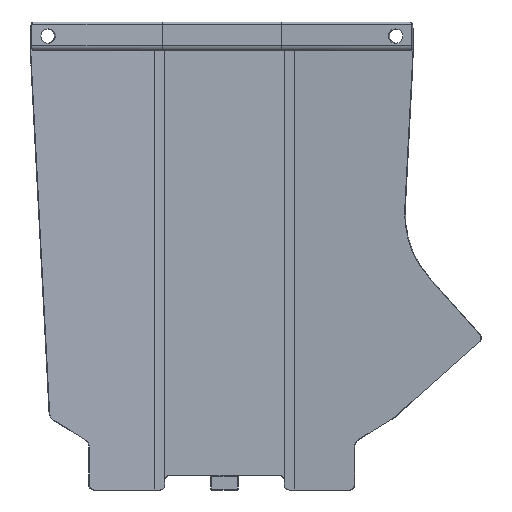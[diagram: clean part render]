
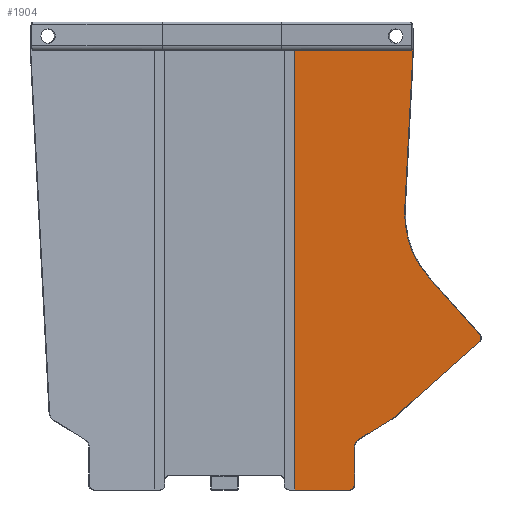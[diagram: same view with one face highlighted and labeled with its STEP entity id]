
A CAD part, front view. The second image highlights one B-rep face of the part: STEP entity #1904.
In plain terms, the highlighted planar face has unit normal (-0.087, -0.996, 0).
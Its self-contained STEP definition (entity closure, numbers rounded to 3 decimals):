
#127=ELLIPSE('',#2051,0.5,0.5);
#128=ELLIPSE('',#2052,3.003,3.);
#168=CIRCLE('',#2053,1.);
#169=CIRCLE('',#2054,2.);
#170=CIRCLE('',#2055,1.);
#171=CIRCLE('',#2056,20.);
#292=ORIENTED_EDGE('',*,*,#880,.T.);
#293=ORIENTED_EDGE('',*,*,#881,.T.);
#294=ORIENTED_EDGE('',*,*,#882,.T.);
#295=ORIENTED_EDGE('',*,*,#883,.T.);
#296=ORIENTED_EDGE('',*,*,#884,.T.);
#297=ORIENTED_EDGE('',*,*,#885,.T.);
#298=ORIENTED_EDGE('',*,*,#886,.T.);
#299=ORIENTED_EDGE('',*,*,#887,.F.);
#300=ORIENTED_EDGE('',*,*,#888,.T.);
#301=ORIENTED_EDGE('',*,*,#889,.F.);
#302=ORIENTED_EDGE('',*,*,#890,.F.);
#303=ORIENTED_EDGE('',*,*,#891,.F.);
#304=ORIENTED_EDGE('',*,*,#892,.F.);
#305=ORIENTED_EDGE('',*,*,#893,.T.);
#306=ORIENTED_EDGE('',*,*,#894,.T.);
#307=ORIENTED_EDGE('',*,*,#895,.T.);
#308=ORIENTED_EDGE('',*,*,#896,.T.);
#880=EDGE_CURVE('',#1173,#1174,#1338,.T.);
#881=EDGE_CURVE('',#1174,#1175,#1339,.T.);
#882=EDGE_CURVE('',#1175,#1176,#127,.T.);
#883=EDGE_CURVE('',#1176,#1177,#1340,.T.);
#884=EDGE_CURVE('',#1177,#1178,#128,.T.);
#885=EDGE_CURVE('',#1178,#1179,#1341,.T.);
#886=EDGE_CURVE('',#1179,#1180,#1342,.T.);
#887=EDGE_CURVE('',#1181,#1180,#1343,.T.);
#888=EDGE_CURVE('',#1181,#1182,#168,.F.);
#889=EDGE_CURVE('',#1183,#1182,#1344,.T.);
#890=EDGE_CURVE('',#1184,#1183,#169,.F.);
#891=EDGE_CURVE('',#1185,#1184,#1345,.T.);
#892=EDGE_CURVE('',#1186,#1185,#1346,.T.);
#893=EDGE_CURVE('',#1186,#1187,#1347,.T.);
#894=EDGE_CURVE('',#1187,#1188,#170,.T.);
#895=EDGE_CURVE('',#1188,#1189,#1348,.T.);
#896=EDGE_CURVE('',#1189,#1173,#171,.T.);
#1173=VERTEX_POINT('',#2985);
#1174=VERTEX_POINT('',#2986);
#1175=VERTEX_POINT('',#2988);
#1176=VERTEX_POINT('',#2990);
#1177=VERTEX_POINT('',#2992);
#1178=VERTEX_POINT('',#2994);
#1179=VERTEX_POINT('',#2996);
#1180=VERTEX_POINT('',#2998);
#1181=VERTEX_POINT('',#3000);
#1182=VERTEX_POINT('',#3002);
#1183=VERTEX_POINT('',#3004);
#1184=VERTEX_POINT('',#3006);
#1185=VERTEX_POINT('',#3008);
#1186=VERTEX_POINT('',#3010);
#1187=VERTEX_POINT('',#3012);
#1188=VERTEX_POINT('',#3014);
#1189=VERTEX_POINT('',#3016);
#1338=LINE('',#2984,#1489);
#1339=LINE('',#2987,#1490);
#1340=LINE('',#2991,#1491);
#1341=LINE('',#2995,#1492);
#1342=LINE('',#2997,#1493);
#1343=LINE('',#2999,#1494);
#1344=LINE('',#3003,#1495);
#1345=LINE('',#3007,#1496);
#1346=LINE('',#3009,#1497);
#1347=LINE('',#3011,#1498);
#1348=LINE('',#3015,#1499);
#1489=VECTOR('',#2339,1000.);
#1490=VECTOR('',#2340,1000.);
#1491=VECTOR('',#2343,1000.);
#1492=VECTOR('',#2346,1000.);
#1493=VECTOR('',#2347,1000.);
#1494=VECTOR('',#2348,1000.);
#1495=VECTOR('',#2351,1000.);
#1496=VECTOR('',#2354,1000.);
#1497=VECTOR('',#2355,1000.);
#1498=VECTOR('',#2356,1000.);
#1499=VECTOR('',#2359,1000.);
#1615=EDGE_LOOP('',(#292,#293,#294,#295,#296,#297,#298,#299,#300,#301,#302,
#303,#304,#305,#306,#307,#308));
#1741=FACE_BOUND('',#1615,.T.);
#1866=PLANE('',#2050);
#1904=ADVANCED_FACE('',(#1741),#1866,.F.);
#2050=AXIS2_PLACEMENT_3D('',#2983,#2337,#2338);
#2051=AXIS2_PLACEMENT_3D('',#2989,#2341,#2342);
#2052=AXIS2_PLACEMENT_3D('',#2993,#2344,#2345);
#2053=AXIS2_PLACEMENT_3D('',#3001,#2349,#2350);
#2054=AXIS2_PLACEMENT_3D('',#3005,#2352,#2353);
#2055=AXIS2_PLACEMENT_3D('',#3013,#2357,#2358);
#2056=AXIS2_PLACEMENT_3D('',#3017,#2360,#2361);
#2337=DIRECTION('',(0.087,0.996,0.));
#2338=DIRECTION('',(-0.996,0.087,0.));
#2339=DIRECTION('',(0.052,-0.005,0.999));
#2340=DIRECTION('',(0.,0.,1.));
#2341=DIRECTION('',(0.087,0.996,0.));
#2342=DIRECTION('',(0.996,-0.087,0.));
#2343=DIRECTION('',(-0.996,0.087,0.));
#2344=DIRECTION('',(0.087,0.996,0.));
#2345=DIRECTION('',(0.996,-0.087,0.));
#2346=DIRECTION('',(-0.996,0.087,0.));
#2347=DIRECTION('',(0.,0.,-1.));
#2348=DIRECTION('',(-0.996,0.087,0.));
#2349=DIRECTION('',(0.087,0.996,0.));
#2350=DIRECTION('',(-0.996,0.087,0.));
#2351=DIRECTION('',(0.,0.,-1.));
#2352=DIRECTION('',(0.087,0.996,0.));
#2353=DIRECTION('',(-0.996,0.087,0.));
#2354=DIRECTION('',(-0.849,0.074,-0.524));
#2355=DIRECTION('',(-0.747,0.065,-0.662));
#2356=DIRECTION('',(0.745,-0.065,0.664));
#2357=DIRECTION('',(-0.087,-0.996,0.));
#2358=DIRECTION('',(0.,0.,-1.));
#2359=DIRECTION('',(-0.661,0.058,0.748));
#2360=DIRECTION('',(0.087,0.996,0.));
#2361=DIRECTION('',(0.,0.,-1.));
#2983=CARTESIAN_POINT('',(15.245,18.88,97.9));
#2984=CARTESIAN_POINT('',(40.233,16.694,96.585));
#2985=CARTESIAN_POINT('',(38.264,16.866,58.867));
#2986=CARTESIAN_POINT('',(39.994,16.715,92.));
#2987=CARTESIAN_POINT('',(39.994,16.715,97.9));
#2988=CARTESIAN_POINT('',(39.994,16.715,92.5));
#2989=CARTESIAN_POINT('',(39.495,16.759,92.5));
#2990=CARTESIAN_POINT('',(39.495,16.759,92.));
#2991=CARTESIAN_POINT('',(39.994,16.715,92.));
#2992=CARTESIAN_POINT('',(37.121,16.966,92.));
#2993=CARTESIAN_POINT('',(36.577,17.014,94.95));
#2994=CARTESIAN_POINT('',(36.033,17.061,92.));
#2995=CARTESIAN_POINT('',(39.994,16.715,92.));
#2996=CARTESIAN_POINT('',(15.245,18.88,92.));
#2997=CARTESIAN_POINT('',(15.245,18.88,97.9));
#2998=CARTESIAN_POINT('',(15.245,18.88,0.));
#2999=CARTESIAN_POINT('',(39.994,16.715,0.));
#3000=CARTESIAN_POINT('',(26.702,17.878,0.));
#3001=CARTESIAN_POINT('',(26.702,17.878,1.));
#3002=CARTESIAN_POINT('',(27.698,17.791,1.));
#3003=CARTESIAN_POINT('',(27.698,17.791,97.9));
#3004=CARTESIAN_POINT('',(27.698,17.791,8.882));
#3005=CARTESIAN_POINT('',(29.69,17.616,8.882));
#3006=CARTESIAN_POINT('',(28.647,17.708,10.586));
#3007=CARTESIAN_POINT('',(57.724,15.164,28.526));
#3008=CARTESIAN_POINT('',(35.905,17.073,15.064));
#3009=CARTESIAN_POINT('',(65.225,14.507,41.028));
#3010=CARTESIAN_POINT('',(39.994,16.715,18.684));
#3011=CARTESIAN_POINT('',(39.994,16.715,18.684));
#3012=CARTESIAN_POINT('',(53.865,15.501,31.037));
#3013=CARTESIAN_POINT('',(53.204,15.559,31.785));
#3014=CARTESIAN_POINT('',(53.949,15.494,32.448));
#3015=CARTESIAN_POINT('',(53.949,15.494,32.448));
#3016=CARTESIAN_POINT('',(43.256,16.43,44.548));
#3017=CARTESIAN_POINT('',(58.16,15.126,57.82));
